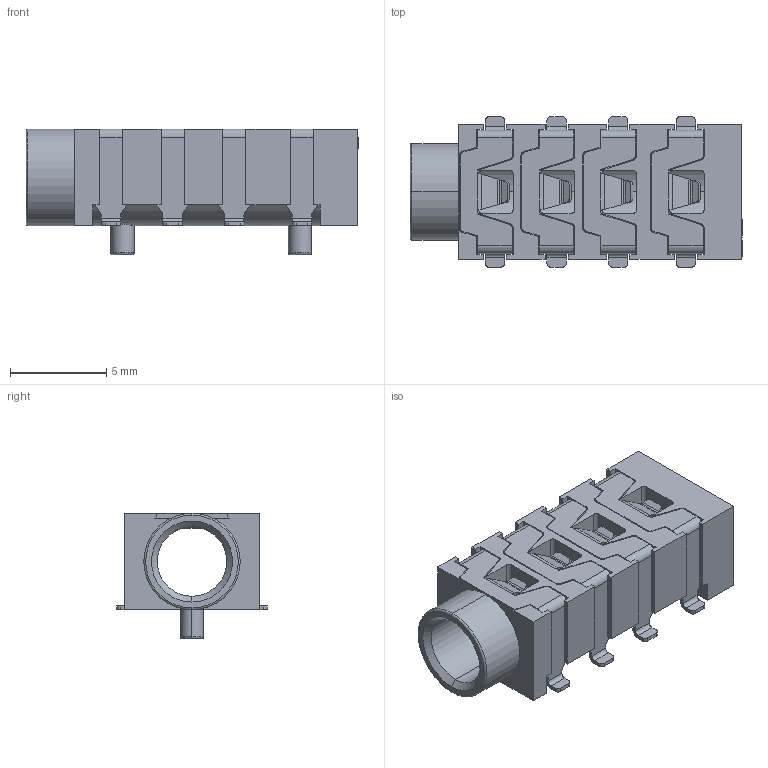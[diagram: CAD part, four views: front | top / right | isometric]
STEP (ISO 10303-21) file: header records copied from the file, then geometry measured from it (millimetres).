
FILE_DESCRIPTION (( 'STEP AP214' ), '1' );
FILE_NAME ('AUDIO-SMD_PJ-313E-8A-EH.step', '2022-06-16T10:23:31', ( '' ), ( '' ), 'SwSTEP 2.0', 'SolidWorks 2020', '' );
FILE_SCHEMA (( 'AUTOMOTIVE_DESIGN' ));
Length unit declared in the file: millimetre
Products named in the file (1): AUDIO-SMD_PJ-313E-8A-EH
Bounding box: 17.21 x 7.8 x 6.5 mm (x, y, z)
Volume: 311.8 mm3; surface area: 973.8 mm2
Topology: 5 solids, 5 shells, 824 faces, 2176 edges, 1382 vertices
Faces by surface type: plane 488, cylinder 176, bspline 152, torus 6, cone 2
Entity records: 35841 total; most frequent: CARTESIAN_POINT 7478, ORIENTED_EDGE 4352, DIRECTION 3371, EDGE_CURVE 2176, VECTOR 1421, LINE 1421, VERTEX_POINT 1382, AXIS2_PLACEMENT_3D 975
